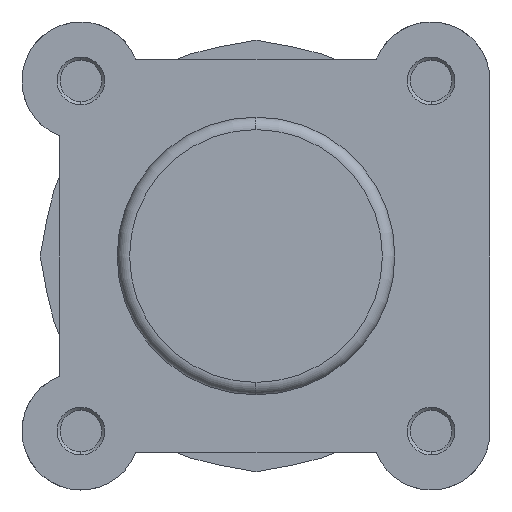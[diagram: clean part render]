
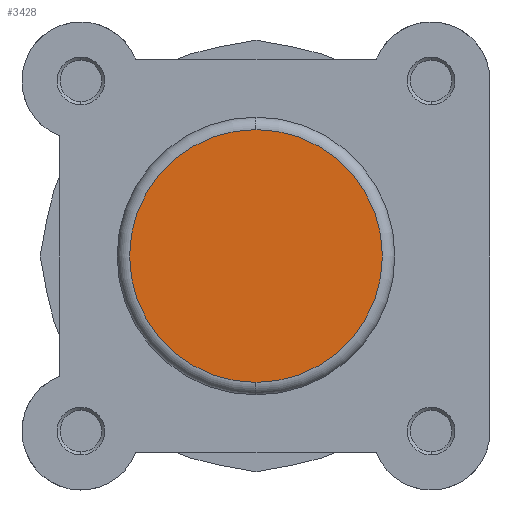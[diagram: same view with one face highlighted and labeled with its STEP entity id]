
A CAD part, left-side view. The second image highlights one B-rep face of the part: STEP entity #3428.
In plain terms, the highlighted planar face has unit normal (-1, 0, 0).
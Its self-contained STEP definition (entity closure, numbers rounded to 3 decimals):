
#473 = CARTESIAN_POINT ( 'NONE',  ( 0., 0., 0. ) ) ;
#474 = PLANE ( 'NONE',  #2944 ) ;
#475 = DIRECTION ( 'NONE',  ( 1., 0., 0. ) ) ;
#476 = DIRECTION ( 'NONE',  ( 0., 0., -1. ) ) ;
#1544 = CARTESIAN_POINT ( 'NONE',  ( 0., 0., 20.4 ) ) ;
#1546 = CARTESIAN_POINT ( 'NONE',  ( 0., 0., -20.4 ) ) ;
#1712 = EDGE_CURVE ( 'NONE', #5040, #5042, #4353, .T. ) ;
#2022 = EDGE_LOOP ( 'NONE', ( #4764, #4763 ) ) ;
#2519 = EDGE_CURVE ( 'NONE', #5042, #5040, #3568, .T. ) ;
#2712 = AXIS2_PLACEMENT_3D ( 'NONE', #5105, #5106, #5107 ) ;
#2827 = AXIS2_PLACEMENT_3D ( 'NONE', #5666, #5678, #5679 ) ;
#2944 = AXIS2_PLACEMENT_3D ( 'NONE', #473, #475, #476 ) ;
#3428 = ADVANCED_FACE ( 'NONE', ( #3833 ), #474, .F. ) ;
#3568 = CIRCLE ( 'NONE', #2827, 20.4 ) ;
#3833 = FACE_OUTER_BOUND ( 'NONE', #2022, .T. ) ;
#4353 = CIRCLE ( 'NONE', #2712, 20.4 ) ;
#4763 = ORIENTED_EDGE ( 'NONE', *, *, #1712, .T. ) ;
#4764 = ORIENTED_EDGE ( 'NONE', *, *, #2519, .T. ) ;
#5040 = VERTEX_POINT ( 'NONE', #1544 ) ;
#5042 = VERTEX_POINT ( 'NONE', #1546 ) ;
#5105 = CARTESIAN_POINT ( 'NONE',  ( 0., 0., 0. ) ) ;
#5106 = DIRECTION ( 'NONE',  ( -1., 0., 0. ) ) ;
#5107 = DIRECTION ( 'NONE',  ( 0., 0., -1. ) ) ;
#5666 = CARTESIAN_POINT ( 'NONE',  ( 0., 0., 0. ) ) ;
#5678 = DIRECTION ( 'NONE',  ( -1., 0., 0. ) ) ;
#5679 = DIRECTION ( 'NONE',  ( 0., 0., -1. ) ) ;
